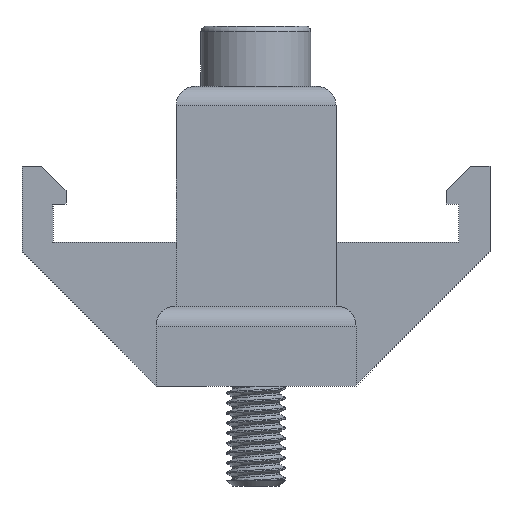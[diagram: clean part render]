
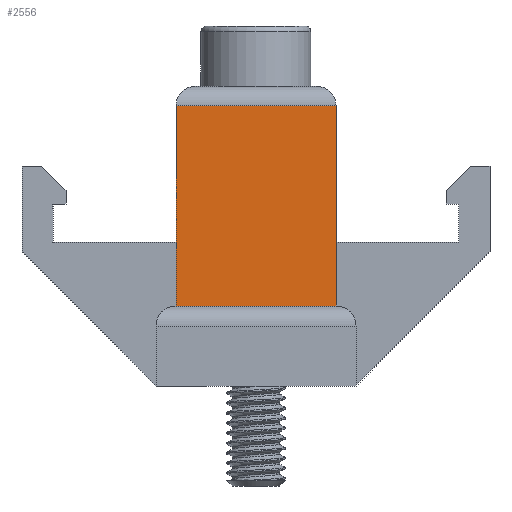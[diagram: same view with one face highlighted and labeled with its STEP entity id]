
A CAD part, front view. The second image highlights one B-rep face of the part: STEP entity #2556.
In plain terms, the highlighted planar face has unit normal (0, -1, 0).
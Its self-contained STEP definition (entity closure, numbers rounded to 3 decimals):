
#218=LINE('',#30514,#411);
#231=LINE('',#30554,#424);
#238=LINE('',#30568,#431);
#255=LINE('',#30607,#448);
#411=VECTOR('',#3154,10.);
#424=VECTOR('',#3187,10.);
#431=VECTOR('',#3204,10.);
#448=VECTOR('',#3243,10.);
#536=PLANE('',#2732);
#641=FACE_OUTER_BOUND('',#763,.T.);
#763=EDGE_LOOP('',(#2402,#2403,#2404,#2405));
#1213=VERTEX_POINT('',#30511);
#1214=VERTEX_POINT('',#30513);
#1228=VERTEX_POINT('',#30544);
#1231=VERTEX_POINT('',#30552);
#1589=EDGE_CURVE('',#1213,#1214,#218,.T.);
#1608=EDGE_CURVE('',#1231,#1228,#231,.T.);
#1616=EDGE_CURVE('',#1228,#1213,#238,.T.);
#1636=EDGE_CURVE('',#1231,#1214,#255,.T.);
#2402=ORIENTED_EDGE('',*,*,#1608,.F.);
#2403=ORIENTED_EDGE('',*,*,#1636,.T.);
#2404=ORIENTED_EDGE('',*,*,#1589,.F.);
#2405=ORIENTED_EDGE('',*,*,#1616,.F.);
#2556=ADVANCED_FACE('',(#641),#536,.T.);
#2732=AXIS2_PLACEMENT_3D('',#30606,#3241,#3242);
#3154=DIRECTION('',(-1.,0.,0.));
#3187=DIRECTION('',(1.,0.,0.));
#3204=DIRECTION('',(0.,0.,-1.));
#3241=DIRECTION('center_axis',(0.,-1.,0.));
#3242=DIRECTION('ref_axis',(1.,0.,0.));
#3243=DIRECTION('',(0.,0.,-1.));
#30511=CARTESIAN_POINT('',(14.,-7.04,3.9));
#30513=CARTESIAN_POINT('',(6.,-7.04,3.9));
#30514=CARTESIAN_POINT('',(12.5,-7.04,3.9));
#30544=CARTESIAN_POINT('',(14.,-7.04,13.9));
#30552=CARTESIAN_POINT('',(6.,-7.04,13.9));
#30554=CARTESIAN_POINT('',(8.,-7.04,13.9));
#30568=CARTESIAN_POINT('',(14.,-7.04,6.9));
#30606=CARTESIAN_POINT('Origin',(6.,-7.04,6.9));
#30607=CARTESIAN_POINT('',(6.,-7.04,6.9));
